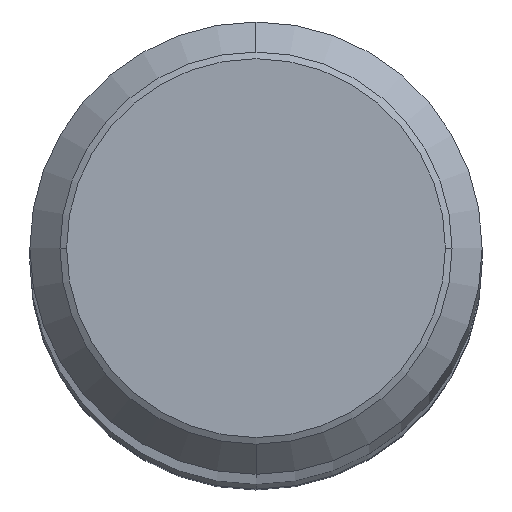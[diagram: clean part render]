
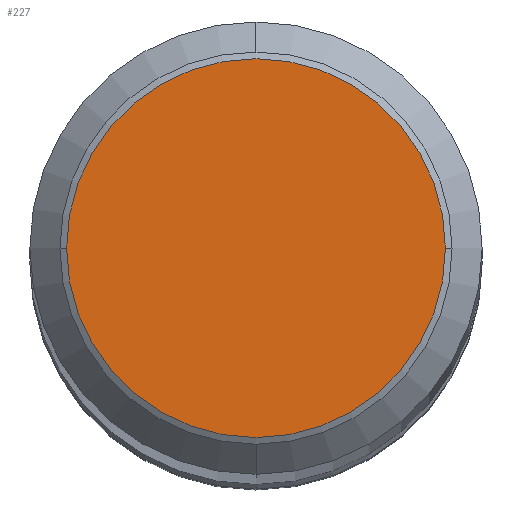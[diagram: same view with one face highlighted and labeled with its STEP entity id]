
A CAD part, top view. The second image highlights one B-rep face of the part: STEP entity #227.
In plain terms, the highlighted planar face has unit normal (0, 0, 1).
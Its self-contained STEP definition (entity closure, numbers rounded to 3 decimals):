
#181=EDGE_CURVE('',#195,#223,#382,.T.);
#189=EDGE_CURVE('',#223,#195,#392,.T.);
#195=VERTEX_POINT('',#398);
#223=VERTEX_POINT('',#428);
#227=ADVANCED_FACE('',(#432),#433,.T.);
#382=CIRCLE('',#605,4.188);
#392=CIRCLE('',#616,4.188);
#398=CARTESIAN_POINT('',(4.188,0.,187.75));
#428=CARTESIAN_POINT('',(-4.188,0.,187.75));
#432=FACE_OUTER_BOUND('',#671,.T.);
#433=PLANE('',#672);
#605=AXIS2_PLACEMENT_3D('',#886,#887,#888);
#616=AXIS2_PLACEMENT_3D('',#905,#906,#907);
#671=EDGE_LOOP('',(#941,#942));
#672=AXIS2_PLACEMENT_3D('',#943,#944,#945);
#886=CARTESIAN_POINT('',(0.,0.0,187.75));
#887=DIRECTION('',(0.0,0.0,1.0));
#888=DIRECTION('',(-1.0,0.,0.0));
#905=CARTESIAN_POINT('',(0.,0.0,187.75));
#906=DIRECTION('',(0.0,0.0,1.0));
#907=DIRECTION('',(-1.0,0.,0.0));
#941=ORIENTED_EDGE('',*,*,#189,.T.);
#942=ORIENTED_EDGE('',*,*,#181,.T.);
#943=CARTESIAN_POINT('',(0.,-2.125,187.75));
#944=DIRECTION('',(0.0,0.0,1.0));
#945=DIRECTION('',(0.,-1.0,0.0));
